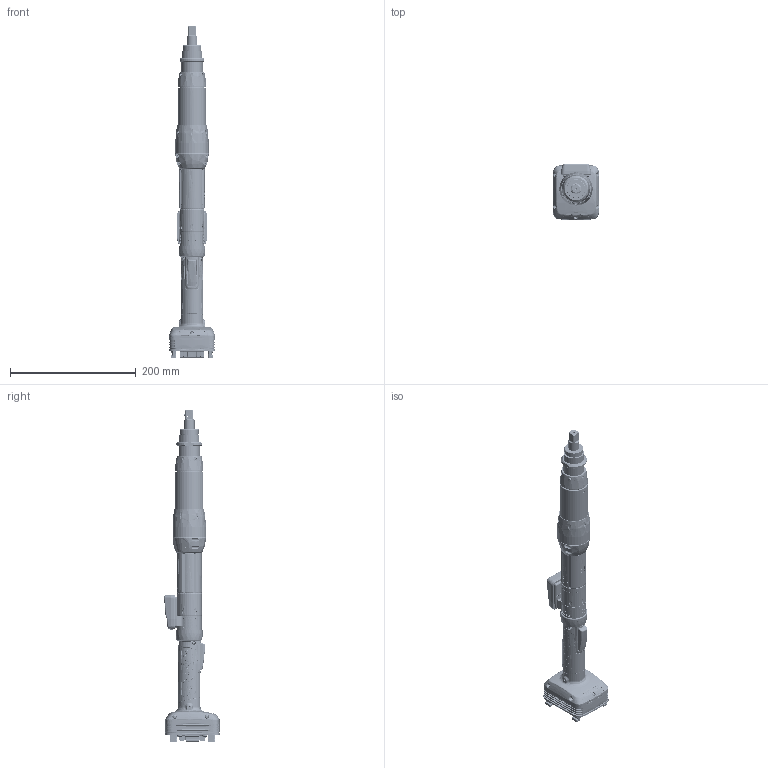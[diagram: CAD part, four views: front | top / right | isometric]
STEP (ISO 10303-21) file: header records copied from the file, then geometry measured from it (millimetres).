
FILE_DESCRIPTION((''),'2;1');
FILE_NAME('EXT_COMP_SW0001','2022-12-23T09:23:06',('INEdipo'),(''),'CREO PARAMETRIC BY PTC INC, 2020281','CREO PARAMETRIC BY PTC INC, 2020281','');
FILE_SCHEMA(('CONFIG_CONTROL_DESIGN'));
Products named in the file (1): EXT_COMP_SW0001
Bounding box: 74.44 x 89.52 x 529 mm (x, y, z)
Volume: 666675.8 mm3; surface area: 200459.4 mm2
Topology: 9 solids, 20 shells, 11866 faces, 30672 edges, 19243 vertices
Faces by surface type: plane 4392, cylinder 2650, bspline 2484, extrusion 1439, cone 385, torus 262, sphere 235, revolution 19
Entity records: 516734 total; most frequent: CARTESIAN_POINT 255572, ORIENTED_EDGE 61250, DIRECTION 42218, EDGE_CURVE 30625, VERTEX_POINT 19243, VECTOR 14791, AXIS2_PLACEMENT_3D 13704, LINE 13352
